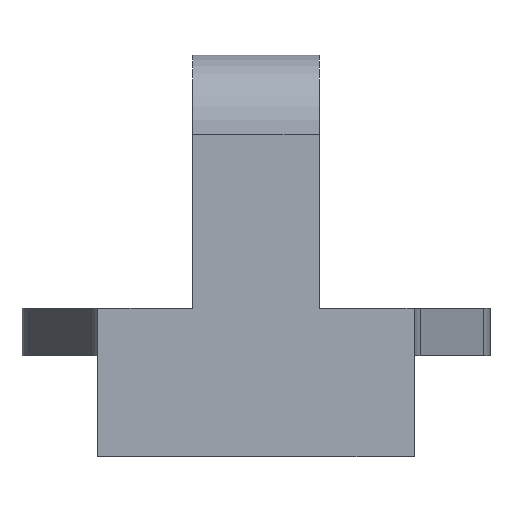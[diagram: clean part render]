
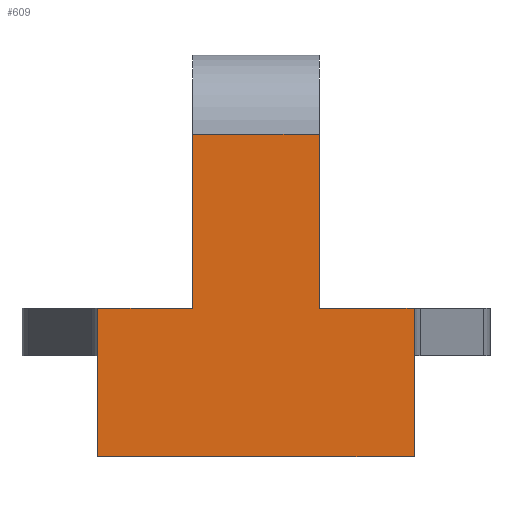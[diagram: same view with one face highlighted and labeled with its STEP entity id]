
A CAD part, front view. The second image highlights one B-rep face of the part: STEP entity #609.
In plain terms, the highlighted planar face has unit normal (0, -1, 0).
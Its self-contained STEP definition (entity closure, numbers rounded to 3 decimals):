
#54 = CARTESIAN_POINT ( 'NONE',  ( -4., -22., 14. ) ) ;
#55 = VECTOR ( 'NONE', #834, 1000. ) ;
#66 = CARTESIAN_POINT ( 'NONE',  ( -4., -22., 3. ) ) ;
#101 = VERTEX_POINT ( 'NONE', #865 ) ;
#108 = CARTESIAN_POINT ( 'NONE',  ( 0., -22., 3. ) ) ;
#123 = VERTEX_POINT ( 'NONE', #640 ) ;
#148 = LINE ( 'NONE', #601, #987 ) ;
#152 = PLANE ( 'NONE',  #700 ) ;
#162 = VECTOR ( 'NONE', #880, 1000. ) ;
#231 = CARTESIAN_POINT ( 'NONE',  ( 10., -22., -6.4 ) ) ;
#240 = CARTESIAN_POINT ( 'NONE',  ( 10., -22., 3. ) ) ;
#241 = DIRECTION ( 'NONE',  ( 0., 1., 0. ) ) ;
#254 = ORIENTED_EDGE ( 'NONE', *, *, #1051, .T. ) ;
#275 = EDGE_CURVE ( 'NONE', #522, #123, #148, .T. ) ;
#290 = DIRECTION ( 'NONE',  ( 0., 0., -1. ) ) ;
#292 = VECTOR ( 'NONE', #811, 1000. ) ;
#308 = VECTOR ( 'NONE', #290, 1000. ) ;
#320 = DIRECTION ( 'NONE',  ( 1., 0., 0. ) ) ;
#330 = LINE ( 'NONE', #644, #292 ) ;
#337 = CARTESIAN_POINT ( 'NONE',  ( -10., -22., 3. ) ) ;
#342 = VECTOR ( 'NONE', #1049, 1000. ) ;
#349 = EDGE_LOOP ( 'NONE', ( #666, #254, #689, #901, #584, #354, #750, #658 ) ) ;
#354 = ORIENTED_EDGE ( 'NONE', *, *, #377, .T. ) ;
#377 = EDGE_CURVE ( 'NONE', #861, #101, #752, .T. ) ;
#383 = LINE ( 'NONE', #231, #739 ) ;
#429 = EDGE_CURVE ( 'NONE', #808, #594, #529, .T. ) ;
#449 = EDGE_CURVE ( 'NONE', #608, #861, #923, .T. ) ;
#460 = CARTESIAN_POINT ( 'NONE',  ( -10., -22., 3. ) ) ;
#493 = CARTESIAN_POINT ( 'NONE',  ( 10., -22., 3. ) ) ;
#522 = VERTEX_POINT ( 'NONE', #54 ) ;
#529 = LINE ( 'NONE', #108, #55 ) ;
#584 = ORIENTED_EDGE ( 'NONE', *, *, #449, .T. ) ;
#591 = DIRECTION ( 'NONE',  ( 1., 0., 0. ) ) ;
#592 = EDGE_CURVE ( 'NONE', #522, #608, #607, .T. ) ;
#594 = VERTEX_POINT ( 'NONE', #1040 ) ;
#601 = CARTESIAN_POINT ( 'NONE',  ( -28.868, -22., 14. ) ) ;
#607 = LINE ( 'NONE', #806, #162 ) ;
#608 = VERTEX_POINT ( 'NONE', #66 ) ;
#609 = ADVANCED_FACE ( 'NONE', ( #974 ), #152, .F. ) ;
#640 = CARTESIAN_POINT ( 'NONE',  ( 4., -22., 14. ) ) ;
#643 = EDGE_CURVE ( 'NONE', #791, #808, #1053, .T. ) ;
#644 = CARTESIAN_POINT ( 'NONE',  ( 4., -22., 0. ) ) ;
#651 = CARTESIAN_POINT ( 'NONE',  ( 0., -22., 0. ) ) ;
#658 = ORIENTED_EDGE ( 'NONE', *, *, #643, .T. ) ;
#666 = ORIENTED_EDGE ( 'NONE', *, *, #429, .T. ) ;
#689 = ORIENTED_EDGE ( 'NONE', *, *, #275, .F. ) ;
#700 = AXIS2_PLACEMENT_3D ( 'NONE', #651, #241, #819 ) ;
#734 = CARTESIAN_POINT ( 'NONE',  ( 10., -22., -6.4 ) ) ;
#739 = VECTOR ( 'NONE', #320, 1000. ) ;
#750 = ORIENTED_EDGE ( 'NONE', *, *, #1046, .T. ) ;
#752 = LINE ( 'NONE', #460, #308 ) ;
#791 = VERTEX_POINT ( 'NONE', #734 ) ;
#806 = CARTESIAN_POINT ( 'NONE',  ( -4., -22., 0. ) ) ;
#808 = VERTEX_POINT ( 'NONE', #240 ) ;
#811 = DIRECTION ( 'NONE',  ( 0., 0., 1. ) ) ;
#819 = DIRECTION ( 'NONE',  ( 0., 0., 1. ) ) ;
#830 = CARTESIAN_POINT ( 'NONE',  ( 0., -22., 3. ) ) ;
#834 = DIRECTION ( 'NONE',  ( -1., 0., 0. ) ) ;
#861 = VERTEX_POINT ( 'NONE', #337 ) ;
#865 = CARTESIAN_POINT ( 'NONE',  ( -10., -22., -6.4 ) ) ;
#880 = DIRECTION ( 'NONE',  ( 0., 0., -1. ) ) ;
#881 = VECTOR ( 'NONE', #910, 1000. ) ;
#901 = ORIENTED_EDGE ( 'NONE', *, *, #592, .T. ) ;
#910 = DIRECTION ( 'NONE',  ( -1., 0., 0. ) ) ;
#923 = LINE ( 'NONE', #830, #881 ) ;
#974 = FACE_OUTER_BOUND ( 'NONE', #349, .T. ) ;
#987 = VECTOR ( 'NONE', #591, 1000. ) ;
#1040 = CARTESIAN_POINT ( 'NONE',  ( 4., -22., 3. ) ) ;
#1046 = EDGE_CURVE ( 'NONE', #101, #791, #383, .T. ) ;
#1049 = DIRECTION ( 'NONE',  ( 0., 0., 1. ) ) ;
#1051 = EDGE_CURVE ( 'NONE', #594, #123, #330, .T. ) ;
#1053 = LINE ( 'NONE', #493, #342 ) ;
